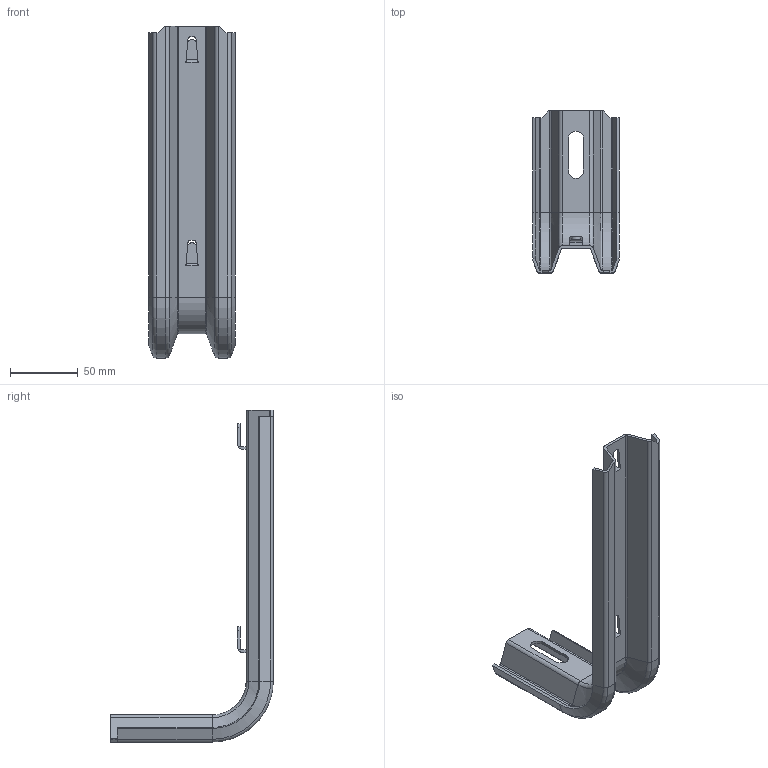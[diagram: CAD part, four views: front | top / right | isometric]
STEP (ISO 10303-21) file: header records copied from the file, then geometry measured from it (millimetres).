
FILE_DESCRIPTION((''),'2;1');
FILE_NAME('6366031','2012-07-13T',('AndreasKeweloh'),(''),'PRO/ENGINEER BY PARAMETRIC TECHNOLOGY CORPORATION, 2012130','PRO/ENGINEER BY PARAMETRIC TECHNOLOGY CORPORATION, 2012130','');
FILE_SCHEMA(('CONFIG_CONTROL_DESIGN'));
Length unit declared in the file: millimetre
Products named in the file (1): 6366031
Bounding box: 64.19 x 120 x 245 mm (x, y, z)
Volume: 63954 mm3; surface area: 66173.9 mm2
Topology: 1 solids, 1 shells, 130 faces, 320 edges, 192 vertices
Faces by surface type: plane 66, cylinder 42, torus 12, cone 10
Entity records: 3822 total; most frequent: DIRECTION 668, CARTESIAN_POINT 662, ORIENTED_EDGE 640, EDGE_CURVE 320, AXIS2_PLACEMENT_3D 226, VECTOR 216, LINE 216, VERTEX_POINT 192
